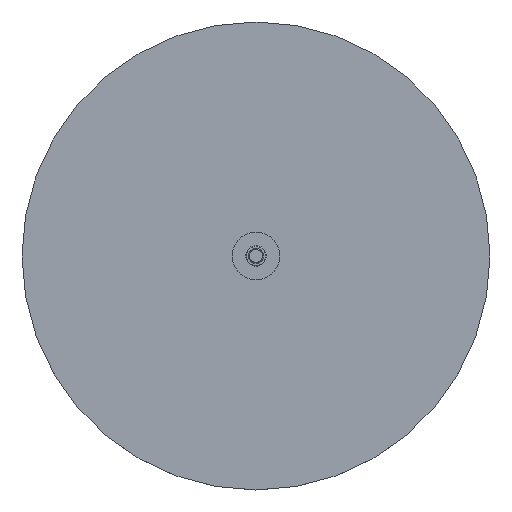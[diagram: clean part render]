
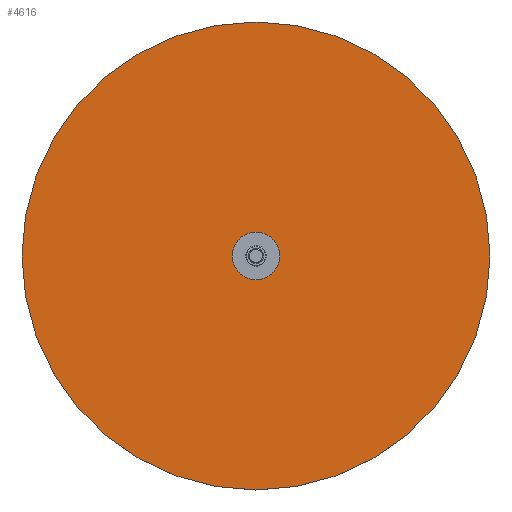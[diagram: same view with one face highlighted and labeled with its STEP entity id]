
A CAD part, top view. The second image highlights one B-rep face of the part: STEP entity #4616.
In plain terms, the highlighted planar face has unit normal (0, 0, 1).
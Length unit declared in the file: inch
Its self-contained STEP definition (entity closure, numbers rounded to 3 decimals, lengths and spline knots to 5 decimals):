
#32 = DIRECTION ( 'NONE',  ( -1., 0., 0. ) ) ;
#527 = ORIENTED_EDGE ( 'NONE', *, *, #6386, .F. ) ;
#642 = ORIENTED_EDGE ( 'NONE', *, *, #2121, .F. ) ;
#803 = CIRCLE ( 'NONE', #4872, 4.925 ) ;
#935 = PLANE ( 'NONE',  #6082 ) ;
#952 = CIRCLE ( 'NONE', #5146, 0.5 ) ;
#1053 = DIRECTION ( 'NONE',  ( 0., 0., 1. ) ) ;
#1171 = VERTEX_POINT ( 'NONE', #1628 ) ;
#1299 = CARTESIAN_POINT ( 'NONE',  ( 0., 0., 2.6225 ) ) ;
#1373 = DIRECTION ( 'NONE',  ( 0., 0., -1. ) ) ;
#1628 = CARTESIAN_POINT ( 'NONE',  ( 4.925, 0., 2.6225 ) ) ;
#1949 = EDGE_CURVE ( 'NONE', #1171, #3146, #2249, .T. ) ;
#2121 = EDGE_CURVE ( 'NONE', #3526, #6812, #952, .T. ) ;
#2249 = CIRCLE ( 'NONE', #3647, 4.925 ) ;
#2355 = EDGE_LOOP ( 'NONE', ( #3956, #642 ) ) ;
#2933 = CIRCLE ( 'NONE', #3273, 0.5 ) ;
#3011 = DIRECTION ( 'NONE',  ( 0., -1., 0. ) ) ;
#3083 = CARTESIAN_POINT ( 'NONE',  ( -0.27246, 0.0395, 2.6225 ) ) ;
#3146 = VERTEX_POINT ( 'NONE', #6596 ) ;
#3273 = AXIS2_PLACEMENT_3D ( 'NONE', #1299, #5766, #4497 ) ;
#3526 = VERTEX_POINT ( 'NONE', #6521 ) ;
#3540 = DIRECTION ( 'NONE',  ( -1., 0., 0. ) ) ;
#3647 = AXIS2_PLACEMENT_3D ( 'NONE', #5583, #6279, #32 ) ;
#3956 = ORIENTED_EDGE ( 'NONE', *, *, #4474, .F. ) ;
#4161 = CARTESIAN_POINT ( 'NONE',  ( 0., 0., 2.6225 ) ) ;
#4474 = EDGE_CURVE ( 'NONE', #6812, #3526, #2933, .T. ) ;
#4497 = DIRECTION ( 'NONE',  ( -1., 0., 0. ) ) ;
#4616 = ADVANCED_FACE ( 'NONE', ( #5360, #5328 ), #935, .F. ) ;
#4872 = AXIS2_PLACEMENT_3D ( 'NONE', #4161, #5859, #3540 ) ;
#5146 = AXIS2_PLACEMENT_3D ( 'NONE', #5994, #1053, #7153 ) ;
#5328 = FACE_BOUND ( 'NONE', #2355, .T. ) ;
#5360 = FACE_OUTER_BOUND ( 'NONE', #5468, .T. ) ;
#5468 = EDGE_LOOP ( 'NONE', ( #527, #5645 ) ) ;
#5583 = CARTESIAN_POINT ( 'NONE',  ( 0., 0., 2.6225 ) ) ;
#5645 = ORIENTED_EDGE ( 'NONE', *, *, #1949, .F. ) ;
#5766 = DIRECTION ( 'NONE',  ( 0., 0., 1. ) ) ;
#5859 = DIRECTION ( 'NONE',  ( 0., 0., -1. ) ) ;
#5994 = CARTESIAN_POINT ( 'NONE',  ( 0., 0., 2.6225 ) ) ;
#6082 = AXIS2_PLACEMENT_3D ( 'NONE', #3083, #1373, #3011 ) ;
#6278 = CARTESIAN_POINT ( 'NONE',  ( -0.5, 0., 2.6225 ) ) ;
#6279 = DIRECTION ( 'NONE',  ( 0., 0., -1. ) ) ;
#6386 = EDGE_CURVE ( 'NONE', #3146, #1171, #803, .T. ) ;
#6521 = CARTESIAN_POINT ( 'NONE',  ( 0.5, 0., 2.6225 ) ) ;
#6596 = CARTESIAN_POINT ( 'NONE',  ( -4.925, 0., 2.6225 ) ) ;
#6812 = VERTEX_POINT ( 'NONE', #6278 ) ;
#7153 = DIRECTION ( 'NONE',  ( -1., 0., 0. ) ) ;
